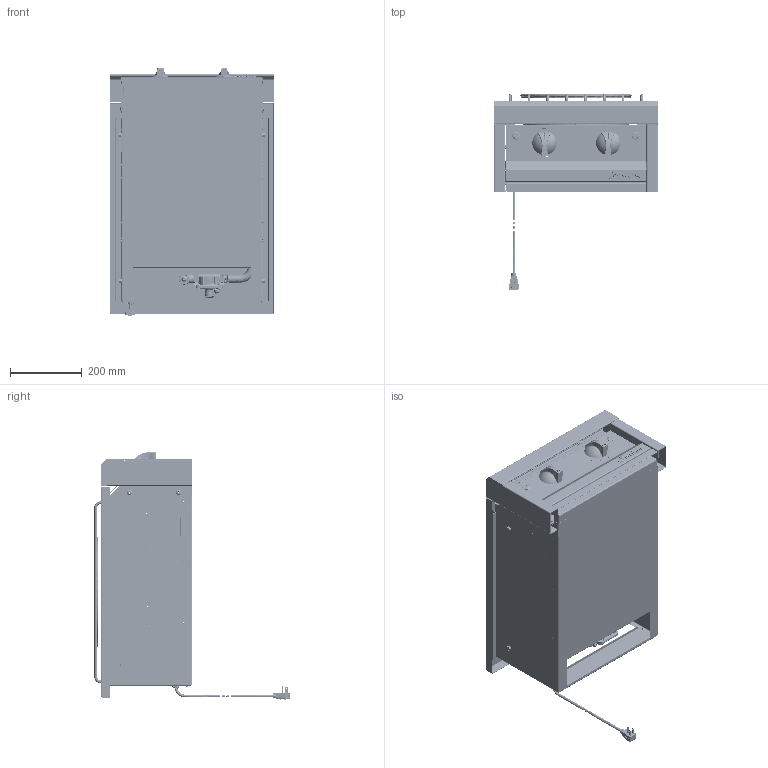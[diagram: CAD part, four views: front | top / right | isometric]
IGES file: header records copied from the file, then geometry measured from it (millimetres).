
Start section: SolidWorks IGES file using analytic representation for surfaces
Global section: file name: ARTP-24PB.IGS; native system: SolidWorks 2024; preprocessor: SolidWorks 2024; author: Jorge; date: 240304.100524; units: inch
Bounding box: 457.2 x 543.7 x 688.62 mm (x, y, z)
Surface area: 3194798.2 mm2 (no closed solid volume)
Topology: 0 solids, 0 shells, 1755 faces, 45717 edges, 54528 vertices
Faces by surface type: bspline 1056, revolution 699
